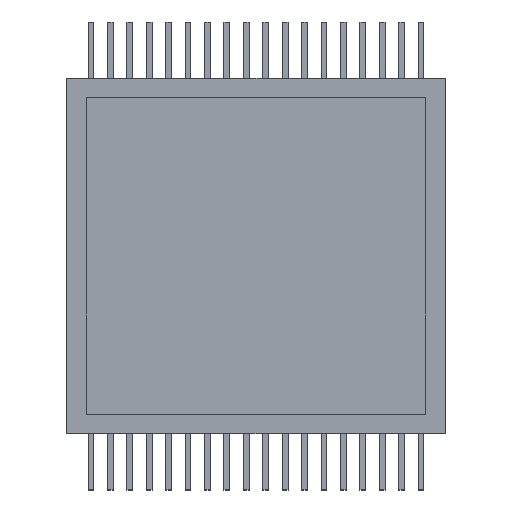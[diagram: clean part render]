
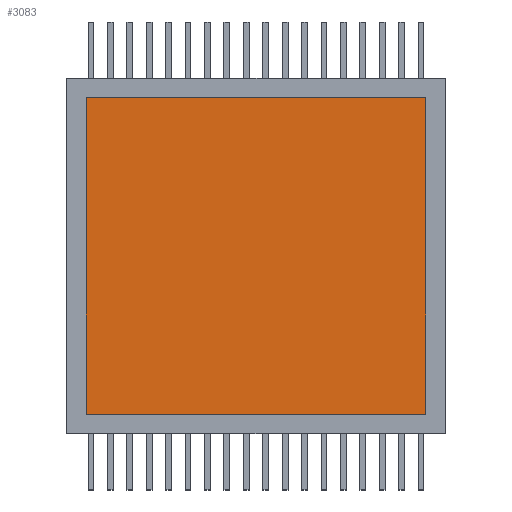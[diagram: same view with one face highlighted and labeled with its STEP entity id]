
A CAD part, top view. The second image highlights one B-rep face of the part: STEP entity #3083.
In plain terms, the highlighted planar face has unit normal (0, 0, 1).
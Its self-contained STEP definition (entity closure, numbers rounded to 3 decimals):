
#978 = EDGE_CURVE ( 'NONE', #2842, #5224, #1832, .T. ) ;
#1703 = CARTESIAN_POINT ( 'NONE',  ( -8.75, -8.15, 3. ) ) ;
#1743 = EDGE_LOOP ( 'NONE', ( #8413, #8097, #5067, #2455 ) ) ;
#1832 = LINE ( 'NONE', #4839, #6651 ) ;
#2071 = CARTESIAN_POINT ( 'NONE',  ( 8.75, 8.15, 3. ) ) ;
#2428 = CARTESIAN_POINT ( 'NONE',  ( 8.75, -8.15, 3. ) ) ;
#2455 = ORIENTED_EDGE ( 'NONE', *, *, #2610, .T. ) ;
#2610 = EDGE_CURVE ( 'NONE', #7411, #2842, #6049, .T. ) ;
#2842 = VERTEX_POINT ( 'NONE', #2071 ) ;
#3059 = PLANE ( 'NONE',  #3414 ) ;
#3083 = ADVANCED_FACE ( 'NONE', ( #4521 ), #3059, .T. ) ;
#3111 = DIRECTION ( 'NONE',  ( 1., 0., 0. ) ) ;
#3414 = AXIS2_PLACEMENT_3D ( 'NONE', #6827, #4568, #3111 ) ;
#3421 = EDGE_CURVE ( 'NONE', #5224, #6467, #5397, .T. ) ;
#4521 = FACE_OUTER_BOUND ( 'NONE', #1743, .T. ) ;
#4568 = DIRECTION ( 'NONE',  ( 0., 0., 1. ) ) ;
#4664 = VECTOR ( 'NONE', #7661, 1000. ) ;
#4813 = CARTESIAN_POINT ( 'NONE',  ( 8.75, -8.15, 3. ) ) ;
#4839 = CARTESIAN_POINT ( 'NONE',  ( 8.75, 8.15, 3. ) ) ;
#5067 = ORIENTED_EDGE ( 'NONE', *, *, #9118, .T. ) ;
#5224 = VERTEX_POINT ( 'NONE', #8800 ) ;
#5397 = LINE ( 'NONE', #8382, #4664 ) ;
#5609 = CARTESIAN_POINT ( 'NONE',  ( -8.75, -8.15, 3. ) ) ;
#5907 = VECTOR ( 'NONE', #6472, 1000. ) ;
#5921 = VECTOR ( 'NONE', #8358, 1000. ) ;
#6049 = LINE ( 'NONE', #2428, #5921 ) ;
#6467 = VERTEX_POINT ( 'NONE', #1703 ) ;
#6472 = DIRECTION ( 'NONE',  ( 1., 0., 0. ) ) ;
#6651 = VECTOR ( 'NONE', #7836, 1000. ) ;
#6827 = CARTESIAN_POINT ( 'NONE',  ( 0., 0., 3. ) ) ;
#7227 = LINE ( 'NONE', #5609, #5907 ) ;
#7411 = VERTEX_POINT ( 'NONE', #4813 ) ;
#7661 = DIRECTION ( 'NONE',  ( 0., -1., 0. ) ) ;
#7836 = DIRECTION ( 'NONE',  ( -1., 0., 0. ) ) ;
#8097 = ORIENTED_EDGE ( 'NONE', *, *, #3421, .T. ) ;
#8358 = DIRECTION ( 'NONE',  ( 0., 1., 0. ) ) ;
#8382 = CARTESIAN_POINT ( 'NONE',  ( -8.75, 8.15, 3. ) ) ;
#8413 = ORIENTED_EDGE ( 'NONE', *, *, #978, .T. ) ;
#8800 = CARTESIAN_POINT ( 'NONE',  ( -8.75, 8.15, 3. ) ) ;
#9118 = EDGE_CURVE ( 'NONE', #6467, #7411, #7227, .T. ) ;
